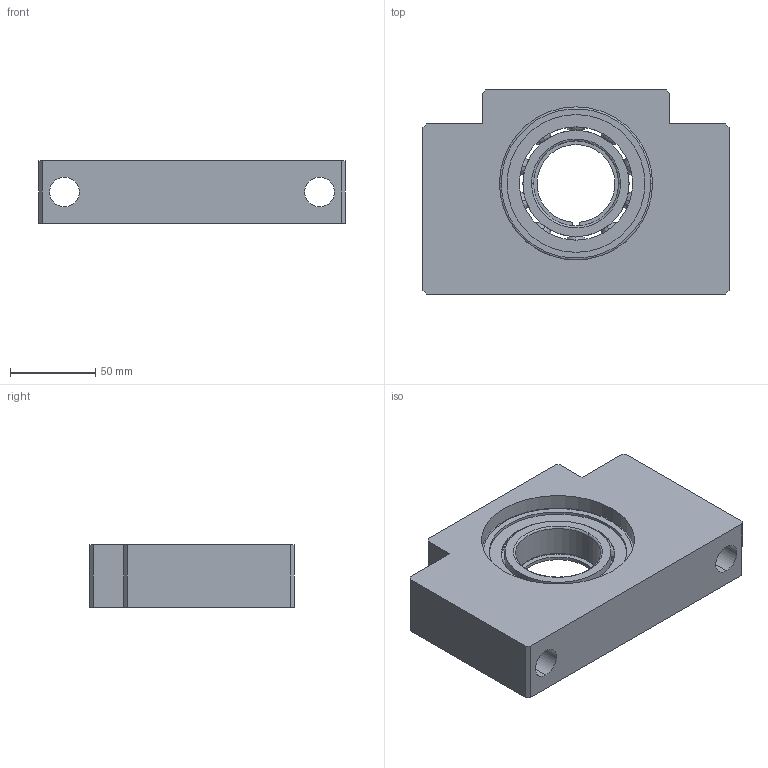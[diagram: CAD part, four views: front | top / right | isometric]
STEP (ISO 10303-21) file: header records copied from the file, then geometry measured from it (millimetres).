
FILE_DESCRIPTION (( 'STEP AP214' ), '1' );
FILE_NAME ('BF50.STEP', '2019-04-04T07:59:47', ( '' ), ( '' ), 'SwSTEP 2.0', 'SolidWorks 2015', '' );
FILE_SCHEMA (( 'AUTOMOTIVE_DESIGN' ));
Length unit declared in the file: millimetre
Products named in the file (1): BF50
Bounding box: 180 x 120 x 37 mm (x, y, z)
Volume: 508836.1 mm3; surface area: 108112.2 mm2
Topology: 3 solids, 3 shells, 753 faces, 2178 edges, 1447 vertices
Faces by surface type: plane 566, bspline 138, cylinder 49
Entity records: 30289 total; most frequent: CARTESIAN_POINT 11289, ORIENTED_EDGE 4348, DIRECTION 3324, EDGE_CURVE 2174, LINE 1572, VECTOR 1572, VERTEX_POINT 1445, AXIS2_PLACEMENT_3D 876
